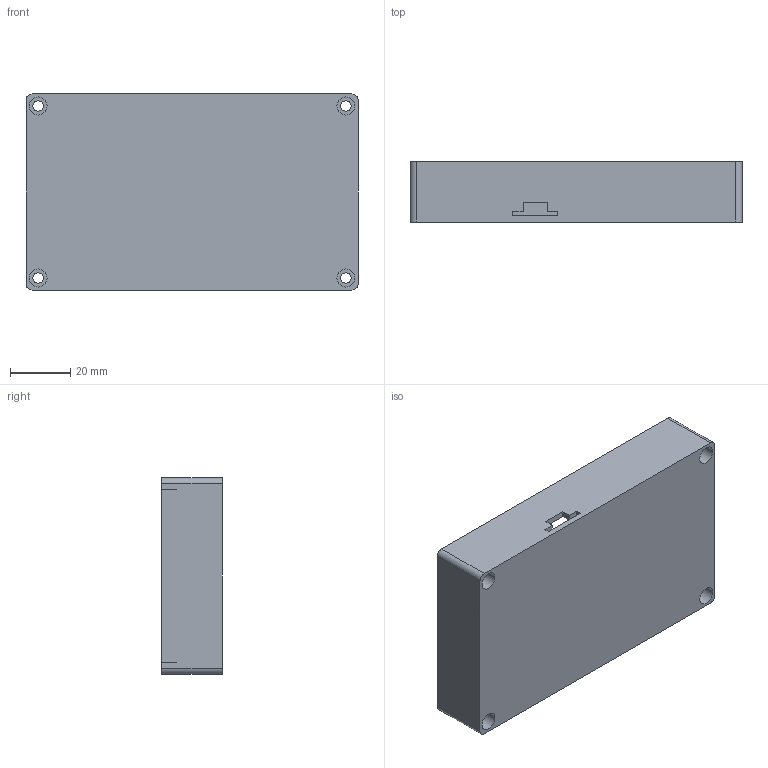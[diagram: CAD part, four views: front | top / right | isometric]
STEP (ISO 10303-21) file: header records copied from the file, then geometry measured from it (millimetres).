
FILE_DESCRIPTION((''),'2;1');
FILE_NAME('COPERCHIO','2022-11-02T23:41:47',('alexb'),(''),'CREO PARAMETRIC BY PTC INC, 2022164','CREO PARAMETRIC BY PTC INC, 2022164','');
FILE_SCHEMA(('CONFIG_CONTROL_DESIGN'));
Length unit declared in the file: millimetre
Products named in the file (1): COPERCHIO
Bounding box: 110 x 20 x 65 mm (x, y, z)
Volume: 26151.4 mm3; surface area: 28808.6 mm2
Topology: 1 solids, 1 shells, 87 faces, 204 edges, 136 vertices
Faces by surface type: cylinder 48, plane 39
Entity records: 2592 total; most frequent: DIRECTION 474, CARTESIAN_POINT 427, ORIENTED_EDGE 408, EDGE_CURVE 204, AXIS2_PLACEMENT_3D 183, VERTEX_POINT 136, EDGE_LOOP 114, VECTOR 108
